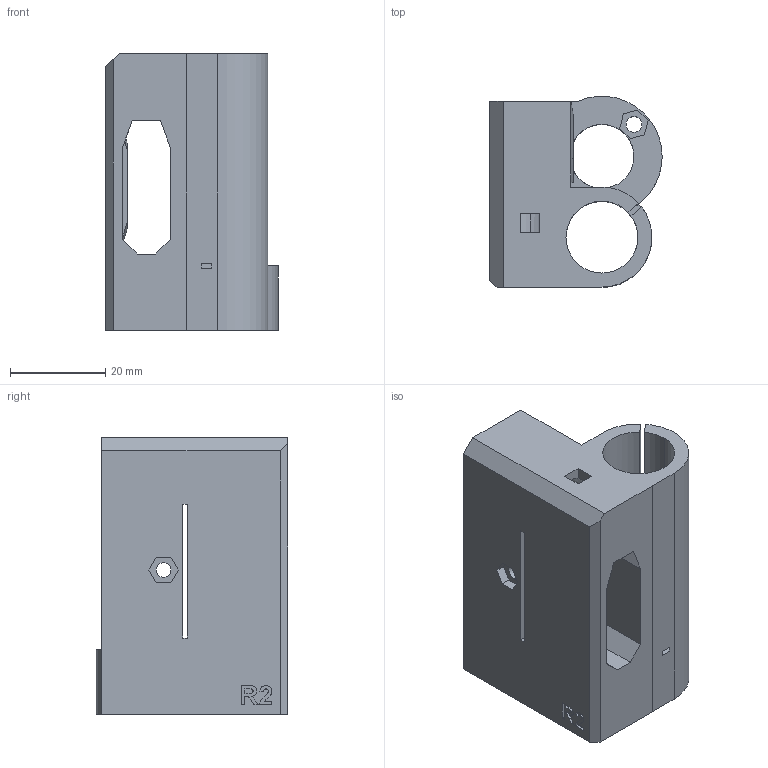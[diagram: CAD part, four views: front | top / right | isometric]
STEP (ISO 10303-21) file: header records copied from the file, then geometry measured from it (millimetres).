
FILE_DESCRIPTION (( 'STEP AP214' ), '1' );
FILE_NAME ('x-end-idler(R2).STEP', '2018-02-17T21:32:27', ( '' ), ( '' ), 'SwSTEP 2.0', 'SolidWorks 2017', '' );
FILE_SCHEMA (( 'AUTOMOTIVE_DESIGN' ));
Length unit declared in the file: millimetre
Products named in the file (1): x-end-idler(R2)
Bounding box: 36.12 x 40.09 x 58 mm (x, y, z)
Volume: 34151.8 mm3; surface area: 18038.5 mm2
Topology: 1 solids, 1 shells, 198 faces, 551 edges, 363 vertices
Faces by surface type: plane 124, cylinder 35, cone 23, bspline 16
Entity records: 7263 total; most frequent: CARTESIAN_POINT 2158, ORIENTED_EDGE 1102, DIRECTION 976, EDGE_CURVE 551, VECTOR 382, LINE 382, VERTEX_POINT 363, AXIS2_PLACEMENT_3D 297
